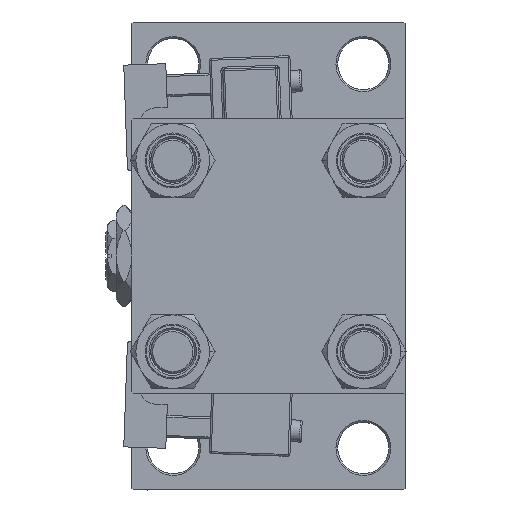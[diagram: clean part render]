
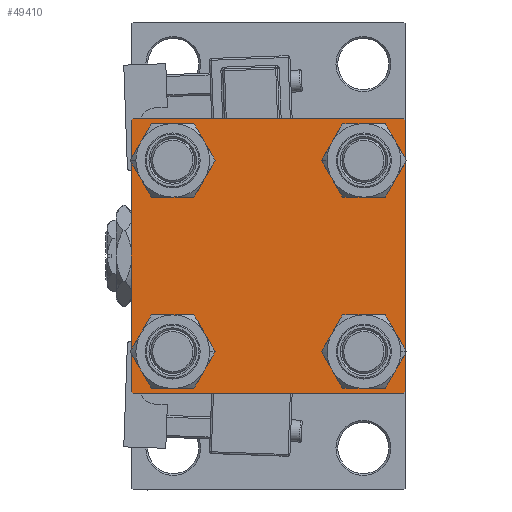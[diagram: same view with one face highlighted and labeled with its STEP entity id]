
A CAD part, left-side view. The second image highlights one B-rep face of the part: STEP entity #49410.
In plain terms, the highlighted planar face has unit normal (-1, 0, 0).
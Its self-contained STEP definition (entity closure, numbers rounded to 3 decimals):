
#399 = DIRECTION ( 'NONE',  ( 1., 0., 0. ) ) ;
#467 = CARTESIAN_POINT ( 'NONE',  ( 0., -26.15, 19.65 ) ) ;
#616 = DIRECTION ( 'NONE',  ( 0., -0.707, -0.707 ) ) ;
#834 = DIRECTION ( 'NONE',  ( 1., 0., 0. ) ) ;
#1521 = CARTESIAN_POINT ( 'NONE',  ( 0., -37.25, -37.25 ) ) ;
#3015 = CARTESIAN_POINT ( 'NONE',  ( 0., 26.15, 32.65 ) ) ;
#3119 = LINE ( 'NONE', #31881, #24251 ) ;
#3846 = ORIENTED_EDGE ( 'NONE', *, *, #52563, .T. ) ;
#4168 = DIRECTION ( 'NONE',  ( 0., -1., 0. ) ) ;
#4371 = EDGE_LOOP ( 'NONE', ( #12336, #7412 ) ) ;
#4387 = CARTESIAN_POINT ( 'NONE',  ( 0., 37.5, 37.5 ) ) ;
#4835 = VERTEX_POINT ( 'NONE', #32860 ) ;
#4921 = LINE ( 'NONE', #4387, #25154 ) ;
#4955 = ORIENTED_EDGE ( 'NONE', *, *, #8605, .T. ) ;
#5186 = CARTESIAN_POINT ( 'NONE',  ( 0., -26.15, -19.65 ) ) ;
#5400 = EDGE_CURVE ( 'NONE', #7405, #17982, #26675, .T. ) ;
#5737 = CIRCLE ( 'NONE', #44606, 6.5 ) ;
#5909 = CARTESIAN_POINT ( 'NONE',  ( 0., 26.15, 26.15 ) ) ;
#6765 = CIRCLE ( 'NONE', #43824, 6.5 ) ;
#7405 = VERTEX_POINT ( 'NONE', #54622 ) ;
#7412 = ORIENTED_EDGE ( 'NONE', *, *, #50341, .T. ) ;
#7764 = DIRECTION ( 'NONE',  ( 1., 0., 0. ) ) ;
#7790 = DIRECTION ( 'NONE',  ( 0., 0., -1. ) ) ;
#8034 = LINE ( 'NONE', #8592, #37447 ) ;
#8592 = CARTESIAN_POINT ( 'NONE',  ( 0., 37.5, -37.5 ) ) ;
#8605 = EDGE_CURVE ( 'NONE', #20593, #28492, #8034, .T. ) ;
#9373 = CARTESIAN_POINT ( 'NONE',  ( 0., 26.15, 19.65 ) ) ;
#9670 = AXIS2_PLACEMENT_3D ( 'NONE', #16222, #24815, #37516 ) ;
#9686 = VECTOR ( 'NONE', #35503, 1000. ) ;
#9775 = EDGE_CURVE ( 'NONE', #25785, #38141, #4921, .T. ) ;
#10207 = DIRECTION ( 'NONE',  ( 0., 0., 1. ) ) ;
#10441 = LINE ( 'NONE', #26763, #11012 ) ;
#10634 = CARTESIAN_POINT ( 'NONE',  ( 0., 37., 37.5 ) ) ;
#11012 = VECTOR ( 'NONE', #18202, 1000. ) ;
#11037 = CIRCLE ( 'NONE', #41959, 6.5 ) ;
#11041 = VECTOR ( 'NONE', #7790, 1000. ) ;
#11534 = DIRECTION ( 'NONE',  ( 1., 0., 0. ) ) ;
#11634 = CARTESIAN_POINT ( 'NONE',  ( 0., -37.5, 37. ) ) ;
#11819 = ORIENTED_EDGE ( 'NONE', *, *, #5400, .T. ) ;
#12008 = EDGE_CURVE ( 'NONE', #39732, #45091, #22619, .T. ) ;
#12269 = DIRECTION ( 'NONE',  ( 0., 0., 1. ) ) ;
#12336 = ORIENTED_EDGE ( 'NONE', *, *, #36532, .T. ) ;
#12811 = DIRECTION ( 'NONE',  ( 1., 0., 0. ) ) ;
#13370 = CARTESIAN_POINT ( 'NONE',  ( 0., -26.15, -26.15 ) ) ;
#13757 = AXIS2_PLACEMENT_3D ( 'NONE', #42195, #34974, #21719 ) ;
#13810 = EDGE_CURVE ( 'NONE', #25785, #31423, #10441, .T. ) ;
#13849 = CIRCLE ( 'NONE', #21847, 6.5 ) ;
#15497 = CARTESIAN_POINT ( 'NONE',  ( 0., -26.15, -26.15 ) ) ;
#16222 = CARTESIAN_POINT ( 'NONE',  ( 0., 0., 0. ) ) ;
#16294 = VECTOR ( 'NONE', #616, 1000. ) ;
#16700 = CARTESIAN_POINT ( 'NONE',  ( 0., -26.15, 26.15 ) ) ;
#17268 = DIRECTION ( 'NONE',  ( 0., 0., 1. ) ) ;
#17955 = AXIS2_PLACEMENT_3D ( 'NONE', #46095, #11534, #53848 ) ;
#17982 = VERTEX_POINT ( 'NONE', #5186 ) ;
#18202 = DIRECTION ( 'NONE',  ( 0., 0.707, -0.707 ) ) ;
#19148 = CARTESIAN_POINT ( 'NONE',  ( 0., -37.5, 37.5 ) ) ;
#19191 = LINE ( 'NONE', #1521, #9686 ) ;
#19651 = DIRECTION ( 'NONE',  ( 0., 0., 1. ) ) ;
#19746 = CARTESIAN_POINT ( 'NONE',  ( 0., 37., -37.5 ) ) ;
#20430 = EDGE_LOOP ( 'NONE', ( #54702, #41977, #4955, #51338, #42787, #3846, #41581, #50702 ) ) ;
#20593 = VERTEX_POINT ( 'NONE', #19746 ) ;
#20666 = PLANE ( 'NONE',  #9670 ) ;
#21451 = CARTESIAN_POINT ( 'NONE',  ( 0., -37., -37.5 ) ) ;
#21627 = LINE ( 'NONE', #21902, #16294 ) ;
#21719 = DIRECTION ( 'NONE',  ( 0., 0., 1. ) ) ;
#21847 = AXIS2_PLACEMENT_3D ( 'NONE', #15497, #7764, #19651 ) ;
#21902 = CARTESIAN_POINT ( 'NONE',  ( 0., 37.25, -37.25 ) ) ;
#21904 = CARTESIAN_POINT ( 'NONE',  ( 0., 37.5, -37. ) ) ;
#22046 = VECTOR ( 'NONE', #49583, 1000. ) ;
#22619 = CIRCLE ( 'NONE', #13757, 6.5 ) ;
#22918 = ORIENTED_EDGE ( 'NONE', *, *, #41109, .T. ) ;
#23690 = EDGE_CURVE ( 'NONE', #28492, #4835, #19191, .T. ) ;
#23773 = ORIENTED_EDGE ( 'NONE', *, *, #30947, .T. ) ;
#23845 = EDGE_CURVE ( 'NONE', #31423, #29762, #53174, .T. ) ;
#24251 = VECTOR ( 'NONE', #44598, 1000. ) ;
#24815 = DIRECTION ( 'NONE',  ( -1., 0., 0. ) ) ;
#25061 = AXIS2_PLACEMENT_3D ( 'NONE', #52234, #834, #30681 ) ;
#25154 = VECTOR ( 'NONE', #30348, 1000. ) ;
#25785 = VERTEX_POINT ( 'NONE', #10634 ) ;
#26675 = CIRCLE ( 'NONE', #31957, 6.5 ) ;
#26763 = CARTESIAN_POINT ( 'NONE',  ( 0., 37.25, 37.25 ) ) ;
#27843 = ORIENTED_EDGE ( 'NONE', *, *, #54030, .T. ) ;
#28492 = VERTEX_POINT ( 'NONE', #21451 ) ;
#29762 = VERTEX_POINT ( 'NONE', #21904 ) ;
#30348 = DIRECTION ( 'NONE',  ( 0., -1., 0. ) ) ;
#30681 = DIRECTION ( 'NONE',  ( 0., 0., 1. ) ) ;
#30947 = EDGE_CURVE ( 'NONE', #45091, #39732, #49782, .T. ) ;
#31238 = CARTESIAN_POINT ( 'NONE',  ( 0., 26.15, -32.65 ) ) ;
#31423 = VERTEX_POINT ( 'NONE', #48840 ) ;
#31881 = CARTESIAN_POINT ( 'NONE',  ( 0., -37.25, 37.25 ) ) ;
#31957 = AXIS2_PLACEMENT_3D ( 'NONE', #13370, #38547, #51263 ) ;
#32030 = DIRECTION ( 'NONE',  ( 1., 0., 0. ) ) ;
#32860 = CARTESIAN_POINT ( 'NONE',  ( 0., -37.5, -37. ) ) ;
#33095 = FACE_BOUND ( 'NONE', #46035, .T. ) ;
#33669 = EDGE_CURVE ( 'NONE', #34399, #43246, #5737, .T. ) ;
#34399 = VERTEX_POINT ( 'NONE', #9373 ) ;
#34974 = DIRECTION ( 'NONE',  ( 1., 0., 0. ) ) ;
#35503 = DIRECTION ( 'NONE',  ( 0., -0.707, 0.707 ) ) ;
#35915 = CARTESIAN_POINT ( 'NONE',  ( 0., 26.15, 26.15 ) ) ;
#36413 = FACE_BOUND ( 'NONE', #39800, .T. ) ;
#36532 = EDGE_CURVE ( 'NONE', #40031, #45626, #6765, .T. ) ;
#36777 = EDGE_CURVE ( 'NONE', #42047, #4835, #45121, .T. ) ;
#37218 = CARTESIAN_POINT ( 'NONE',  ( 0., -37., 37.5 ) ) ;
#37447 = VECTOR ( 'NONE', #4168, 1000. ) ;
#37516 = DIRECTION ( 'NONE',  ( 0., 0., 1. ) ) ;
#38141 = VERTEX_POINT ( 'NONE', #37218 ) ;
#38547 = DIRECTION ( 'NONE',  ( 1., 0., 0. ) ) ;
#38604 = CARTESIAN_POINT ( 'NONE',  ( 0., -26.15, 32.65 ) ) ;
#39732 = VERTEX_POINT ( 'NONE', #31238 ) ;
#39800 = EDGE_LOOP ( 'NONE', ( #27843, #51564 ) ) ;
#40031 = VERTEX_POINT ( 'NONE', #38604 ) ;
#41109 = EDGE_CURVE ( 'NONE', #17982, #7405, #13849, .T. ) ;
#41581 = ORIENTED_EDGE ( 'NONE', *, *, #9775, .F. ) ;
#41805 = CIRCLE ( 'NONE', #17955, 6.5 ) ;
#41959 = AXIS2_PLACEMENT_3D ( 'NONE', #35915, #32030, #10207 ) ;
#41977 = ORIENTED_EDGE ( 'NONE', *, *, #52781, .T. ) ;
#42047 = VERTEX_POINT ( 'NONE', #11634 ) ;
#42195 = CARTESIAN_POINT ( 'NONE',  ( 0., 26.15, -26.15 ) ) ;
#42787 = ORIENTED_EDGE ( 'NONE', *, *, #36777, .F. ) ;
#43246 = VERTEX_POINT ( 'NONE', #3015 ) ;
#43824 = AXIS2_PLACEMENT_3D ( 'NONE', #16700, #12811, #12269 ) ;
#44598 = DIRECTION ( 'NONE',  ( 0., 0.707, 0.707 ) ) ;
#44606 = AXIS2_PLACEMENT_3D ( 'NONE', #5909, #399, #17268 ) ;
#45091 = VERTEX_POINT ( 'NONE', #46023 ) ;
#45121 = LINE ( 'NONE', #19148, #11041 ) ;
#45338 = ORIENTED_EDGE ( 'NONE', *, *, #12008, .T. ) ;
#45553 = FACE_OUTER_BOUND ( 'NONE', #20430, .T. ) ;
#45626 = VERTEX_POINT ( 'NONE', #467 ) ;
#46023 = CARTESIAN_POINT ( 'NONE',  ( 0., 26.15, -19.65 ) ) ;
#46035 = EDGE_LOOP ( 'NONE', ( #23773, #45338 ) ) ;
#46095 = CARTESIAN_POINT ( 'NONE',  ( 0., -26.15, 26.15 ) ) ;
#48840 = CARTESIAN_POINT ( 'NONE',  ( 0., 37.5, 37. ) ) ;
#49410 = ADVANCED_FACE ( 'NONE', ( #54389, #49977, #33095, #36413, #45553 ), #20666, .T. ) ;
#49583 = DIRECTION ( 'NONE',  ( 0., 0., -1. ) ) ;
#49782 = CIRCLE ( 'NONE', #25061, 6.5 ) ;
#49977 = FACE_BOUND ( 'NONE', #50313, .T. ) ;
#50313 = EDGE_LOOP ( 'NONE', ( #22918, #11819 ) ) ;
#50341 = EDGE_CURVE ( 'NONE', #45626, #40031, #41805, .T. ) ;
#50702 = ORIENTED_EDGE ( 'NONE', *, *, #13810, .T. ) ;
#51263 = DIRECTION ( 'NONE',  ( 0., 0., 1. ) ) ;
#51338 = ORIENTED_EDGE ( 'NONE', *, *, #23690, .T. ) ;
#51564 = ORIENTED_EDGE ( 'NONE', *, *, #33669, .T. ) ;
#52234 = CARTESIAN_POINT ( 'NONE',  ( 0., 26.15, -26.15 ) ) ;
#52563 = EDGE_CURVE ( 'NONE', #42047, #38141, #3119, .T. ) ;
#52781 = EDGE_CURVE ( 'NONE', #29762, #20593, #21627, .T. ) ;
#53174 = LINE ( 'NONE', #53457, #22046 ) ;
#53457 = CARTESIAN_POINT ( 'NONE',  ( 0., 37.5, 37.5 ) ) ;
#53848 = DIRECTION ( 'NONE',  ( 0., 0., 1. ) ) ;
#54030 = EDGE_CURVE ( 'NONE', #43246, #34399, #11037, .T. ) ;
#54389 = FACE_BOUND ( 'NONE', #4371, .T. ) ;
#54622 = CARTESIAN_POINT ( 'NONE',  ( 0., -26.15, -32.65 ) ) ;
#54702 = ORIENTED_EDGE ( 'NONE', *, *, #23845, .T. ) ;
